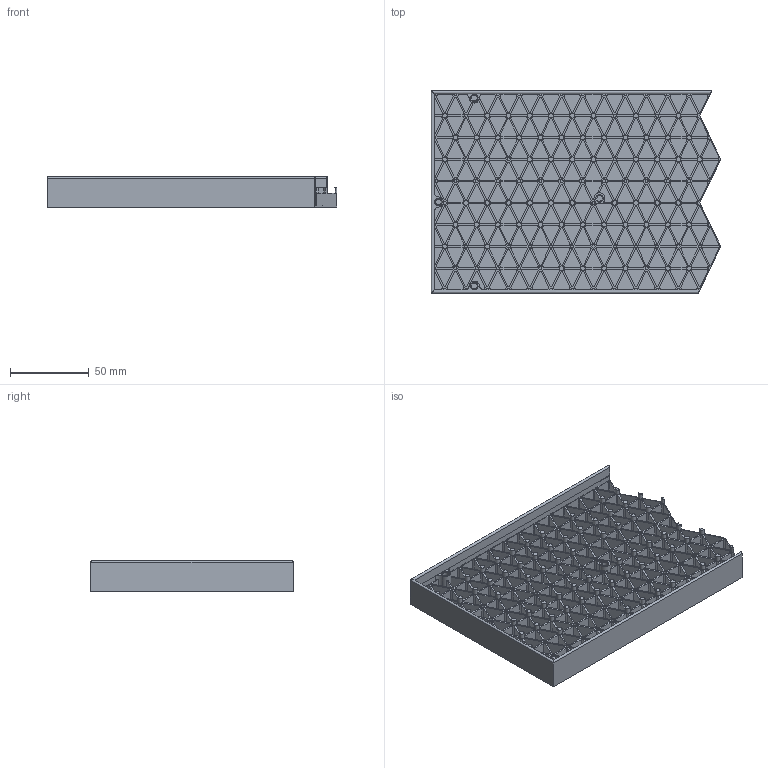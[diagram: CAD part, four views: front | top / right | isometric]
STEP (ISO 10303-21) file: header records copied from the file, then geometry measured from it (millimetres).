
FILE_DESCRIPTION(/* description */ (''),/* implementation_level */ '2;1');
FILE_NAME(/* name */ 'Left Side.step',/* time_stamp */ '2025-12-22T12:42:29-06:00',/* author */ (''),/* organization */ (''),/* preprocessor_version */ 'ST-DEVELOPER v20.1',/* originating_system */ 'Autodesk Translation Framework v14.21.0.0',/* authorisation */ '');
FILE_SCHEMA (('AUTOMOTIVE_DESIGN { 1 0 10303 214 3 1 1 }'));
Length unit declared in the file: millimetre
Products named in the file (1): Left Side
Bounding box: 184 x 128.46 x 19.5 mm (x, y, z)
Volume: 82491.7 mm3; surface area: 134168.5 mm2
Topology: 1 solids, 1 shells, 1966 faces, 4914 edges, 3274 vertices
Faces by surface type: plane 1108, cylinder 854, cone 4
Full cylindrical faces by diameter (mm): 2 x36, 3 x61, 3.8 x4, 7 x1
Entity records: 59098 total; most frequent: DIRECTION 10583, CARTESIAN_POINT 10155, ORIENTED_EDGE 9828, EDGE_CURVE 4914, AXIS2_PLACEMENT_3D 3702, VERTEX_POINT 3274, LINE 3179, VECTOR 3179
